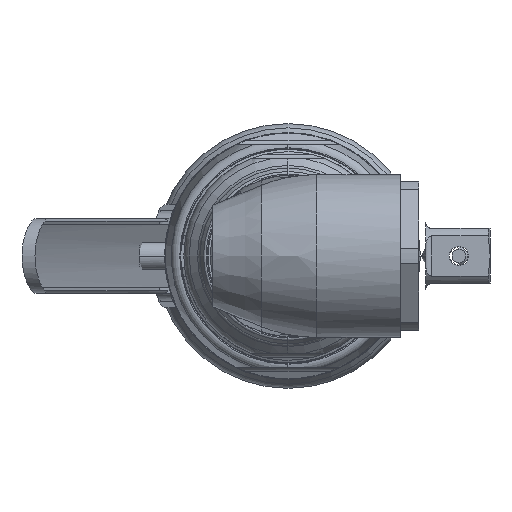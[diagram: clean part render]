
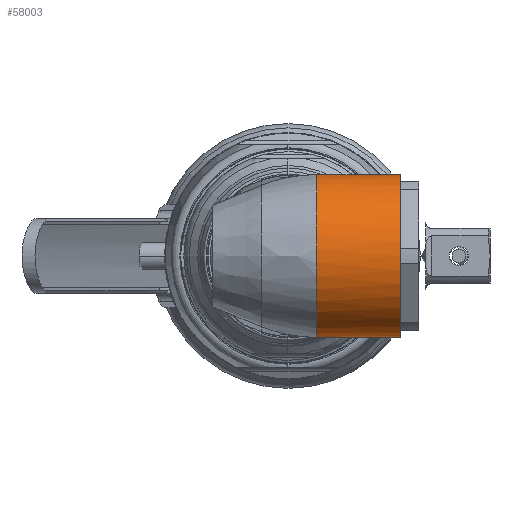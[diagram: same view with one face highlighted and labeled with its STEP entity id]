
A CAD part, left-side view. The second image highlights one B-rep face of the part: STEP entity #58003.
In plain terms, the highlighted cylindrical face has radius 13.97 mm (diameter 27.94 mm), a partial arc.
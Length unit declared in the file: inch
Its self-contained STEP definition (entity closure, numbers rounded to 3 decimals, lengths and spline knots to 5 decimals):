
#56885=CARTESIAN_POINT('',(-8.30145,-0.759,0.));
#56886=DIRECTION('',(0.,-1.,0.));
#56887=DIRECTION('',(0.764,0.,0.645));
#56888=AXIS2_PLACEMENT_3D('',#56885,#56886,#56887);
#56890=CARTESIAN_POINT('',(-7.88108,-0.42037,
-0.35466));
#56891=CARTESIAN_POINT('',(-7.89496,-0.40649,
-0.37112));
#56892=CARTESIAN_POINT('',(-7.92524,-0.37621,
-0.40308));
#56893=CARTESIAN_POINT('',(-7.97812,-0.32333,
-0.44676));
#56894=CARTESIAN_POINT('',(-8.03863,-0.26282,
-0.48497));
#56895=CARTESIAN_POINT('',(-8.08352,-0.21793,
-0.50561));
#56896=CARTESIAN_POINT('',(-8.10707,-0.19438,
-0.51451));
#56898=CARTESIAN_POINT('',(-8.10707,-0.19438,
0.51451));
#56899=CARTESIAN_POINT('',(-8.08353,-0.21792,
0.50561));
#56900=CARTESIAN_POINT('',(-8.03865,-0.2628,
0.48497));
#56901=CARTESIAN_POINT('',(-7.97814,-0.32331,
0.44677));
#56902=CARTESIAN_POINT('',(-7.92525,-0.3762,
0.40309));
#56903=CARTESIAN_POINT('',(-7.89496,-0.40649,
0.37112));
#56904=CARTESIAN_POINT('',(-7.88108,-0.42037,
0.35466));
#56906=CARTESIAN_POINT('',(-8.30145,-0.19438,0.));
#56907=DIRECTION('',(0.,-1.,0.));
#56908=DIRECTION('',(0.353,0.,0.935));
#56909=AXIS2_PLACEMENT_3D('',#56906,#56907,#56908);
#56911=CARTESIAN_POINT('',(-8.10707,-0.19438,
-0.51451));
#56929=CARTESIAN_POINT('',(-8.10707,-0.19438,
0.51451));
#57144=DIRECTION('',(0.,-1.,0.));
#57145=VECTOR('',#57144,0.33863);
#57146=CARTESIAN_POINT('',(-7.88108,-0.42037,
-0.35466));
#57147=LINE('',#57146,#57145);
#57148=DIRECTION('',(0.,1.,0.));
#57149=VECTOR('',#57148,0.33863);
#57150=CARTESIAN_POINT('',(-7.88108,-0.759,0.35466));
#57151=LINE('',#57150,#57149);
#57152=CARTESIAN_POINT('',(-7.88108,-0.42037,
0.35466));
#57737=VERTEX_POINT('',#56929);
#57739=VERTEX_POINT('',#56911);
#57743=VERTEX_POINT('',#57152);
#57745=VERTEX_POINT('',#56890);
#57751=CARTESIAN_POINT('',(-7.88108,-0.759,0.35466));
#57752=CARTESIAN_POINT('',(-7.88108,-0.759,-0.35466));
#57753=VERTEX_POINT('',#57751);
#57754=VERTEX_POINT('',#57752);
#57986=CARTESIAN_POINT('',(-8.30145,-0.8885,0.));
#57987=DIRECTION('',(0.,1.,0.));
#57988=DIRECTION('',(1.,0.,0.));
#57989=AXIS2_PLACEMENT_3D('',#57986,#57987,#57988);
#57990=CYLINDRICAL_SURFACE('',#57989,0.55);
#57992=ORIENTED_EDGE('',*,*,#57991,.T.);
#57994=ORIENTED_EDGE('',*,*,#57993,.F.);
#57995=ORIENTED_EDGE('',*,*,#57917,.T.);
#57997=ORIENTED_EDGE('',*,*,#57996,.F.);
#57998=ORIENTED_EDGE('',*,*,#57929,.T.);
#58000=ORIENTED_EDGE('',*,*,#57999,.F.);
#58001=EDGE_LOOP('',(#57992,#57994,#57995,#57997,#57998,#58000));
#58002=FACE_OUTER_BOUND('',#58001,.F.);
#58003=ADVANCED_FACE('',(#58002),#57990,.T.);
#56889=CIRCLE('',#56888,0.55);
#56897=B_SPLINE_CURVE_WITH_KNOTS('',3,(#56890,#56891,#56892,#56893,#56894,
#56895,#56896),.UNSPECIFIED.,.F.,.F.,(4,1,1,1,4),(0.,0.25,0.5,0.75,
1.),.UNSPECIFIED.);
#56905=B_SPLINE_CURVE_WITH_KNOTS('',3,(#56898,#56899,#56900,#56901,#56902,
#56903,#56904),.UNSPECIFIED.,.F.,.F.,(4,1,1,1,4),(0.,0.25,0.5,0.75,
1.),.UNSPECIFIED.);
#56910=CIRCLE('',#56909,0.55);
#57917=EDGE_CURVE('',#57745,#57739,#56897,.T.);
#57929=EDGE_CURVE('',#57737,#57743,#56905,.T.);
#57991=EDGE_CURVE('',#57753,#57754,#56889,.T.);
#57993=EDGE_CURVE('',#57745,#57754,#57147,.T.);
#57996=EDGE_CURVE('',#57737,#57739,#56910,.T.);
#57999=EDGE_CURVE('',#57753,#57743,#57151,.T.);
